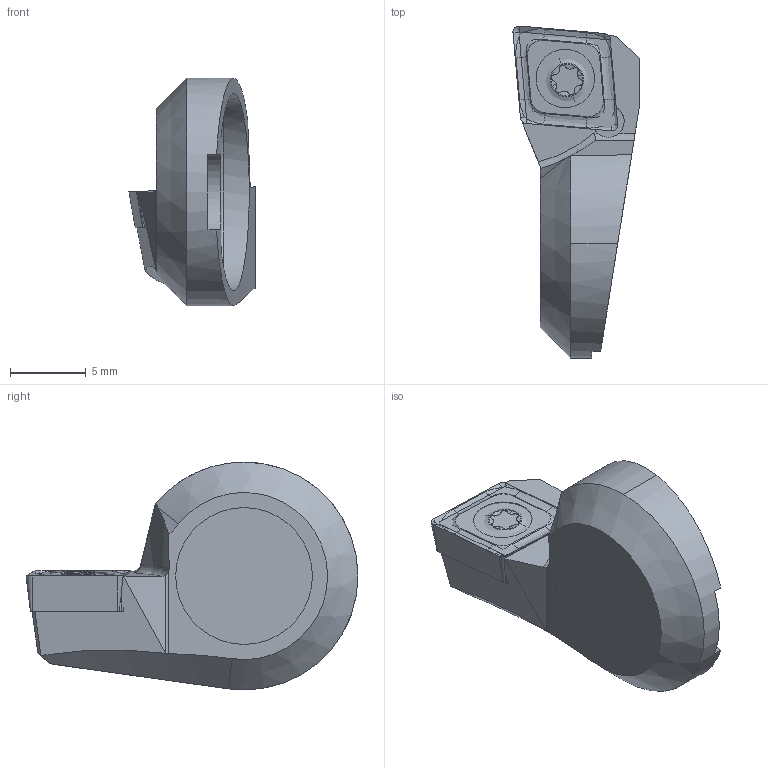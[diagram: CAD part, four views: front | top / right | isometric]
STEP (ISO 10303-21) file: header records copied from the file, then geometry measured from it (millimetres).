
FILE_DESCRIPTION (( 'STEP AP203' ), '1' );
FILE_NAME ('R31-FBHS-06LF.STEP', '2018-02-27T08:45:39', ( 'SWIAdmin' ), ( 'Hewlett-Packard Company' ), 'SwSTEP 2.0', 'SolidWorks 2017', '' );
FILE_SCHEMA (( 'CONFIG_CONTROL_DESIGN' ));
Length unit declared in the file: millimetre
Products named in the file (4): R31-FBHS-06LF; F25-WCA.002.006_C_fertigbearbeitet; CCMT060204; WCA-ER2.001.006_A
Assembly tree (3 placements, depth 2):
  R31-FBHS-06LF
    F25-WCA.002.006_C_fertigbearbeitet
    CCMT060204
    WCA-ER2.001.006_A
Bounding box: 8.3 x 21.85 x 15 mm (x, y, z)
Volume: 874.7 mm3; surface area: 1308.5 mm2
Topology: 5 solids, 5 shells, 143 faces, 358 edges, 222 vertices
Faces by surface type: plane 49, cylinder 43, cone 25, torus 12, bspline 12, sphere 2
Entity records: 4937 total; most frequent: CARTESIAN_POINT 1268, ORIENTED_EDGE 708, DIRECTION 660, EDGE_CURVE 354, AXIS2_PLACEMENT_3D 252, VERTEX_POINT 222, LINE 156, VECTOR 156
